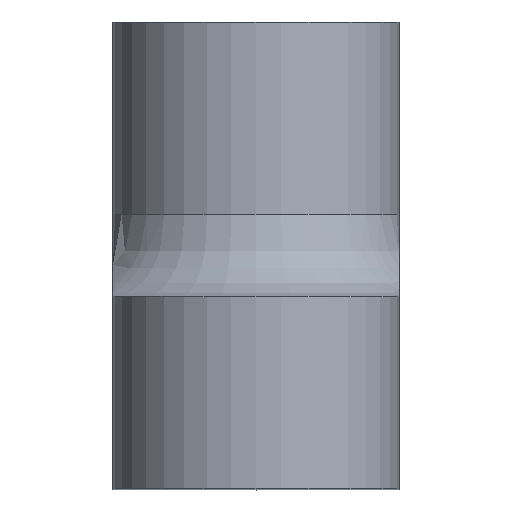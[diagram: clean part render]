
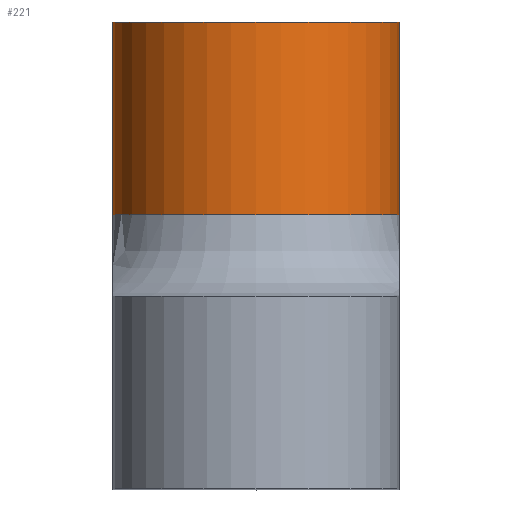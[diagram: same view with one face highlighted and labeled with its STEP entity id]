
A CAD part, top view. The second image highlights one B-rep face of the part: STEP entity #221.
In plain terms, the highlighted cylindrical face has radius 2.6 mm (diameter 5.2 mm), a full revolution.
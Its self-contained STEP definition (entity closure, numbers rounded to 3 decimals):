
#25=LINE('',#364,#43);
#26=LINE('',#367,#44);
#27=LINE('',#368,#45);
#28=LINE('',#370,#46);
#29=LINE('',#373,#47);
#43=VECTOR('',#283,10.);
#44=VECTOR('',#286,10.);
#45=VECTOR('',#287,2.6);
#46=VECTOR('',#288,10.);
#47=VECTOR('',#291,10.);
#61=CYLINDRICAL_SURFACE('',#250,2.6);
#66=FACE_OUTER_BOUND('',#79,.T.);
#79=EDGE_LOOP('',(#161,#162,#163,#164,#165,#166,#167,#168,#169,#170));
#93=CIRCLE('',#248,2.6);
#95=CIRCLE('',#251,2.6);
#96=CIRCLE('',#252,2.6);
#97=CIRCLE('',#253,2.6);
#107=VERTEX_POINT('',#342);
#108=VERTEX_POINT('',#349);
#110=VERTEX_POINT('',#360);
#111=VERTEX_POINT('',#361);
#112=VERTEX_POINT('',#363);
#113=VERTEX_POINT('',#365);
#114=VERTEX_POINT('',#369);
#115=VERTEX_POINT('',#371);
#127=EDGE_CURVE('',#107,#108,#93,.T.);
#130=EDGE_CURVE('',#110,#111,#95,.T.);
#131=EDGE_CURVE('',#110,#112,#25,.T.);
#132=EDGE_CURVE('',#113,#112,#96,.T.);
#133=EDGE_CURVE('',#111,#113,#26,.T.);
#134=EDGE_CURVE('',#111,#108,#27,.T.);
#135=EDGE_CURVE('',#114,#107,#28,.T.);
#136=EDGE_CURVE('',#114,#115,#97,.T.);
#137=EDGE_CURVE('',#115,#108,#29,.T.);
#161=ORIENTED_EDGE('',*,*,#130,.F.);
#162=ORIENTED_EDGE('',*,*,#131,.T.);
#163=ORIENTED_EDGE('',*,*,#132,.F.);
#164=ORIENTED_EDGE('',*,*,#133,.F.);
#165=ORIENTED_EDGE('',*,*,#134,.T.);
#166=ORIENTED_EDGE('',*,*,#127,.F.);
#167=ORIENTED_EDGE('',*,*,#135,.F.);
#168=ORIENTED_EDGE('',*,*,#136,.T.);
#169=ORIENTED_EDGE('',*,*,#137,.T.);
#170=ORIENTED_EDGE('',*,*,#134,.F.);
#221=ADVANCED_FACE('',(#66),#61,.T.);
#248=AXIS2_PLACEMENT_3D('',#350,#275,#276);
#250=AXIS2_PLACEMENT_3D('',#359,#279,#280);
#251=AXIS2_PLACEMENT_3D('',#362,#281,#282);
#252=AXIS2_PLACEMENT_3D('',#366,#284,#285);
#253=AXIS2_PLACEMENT_3D('',#372,#289,#290);
#275=DIRECTION('center_axis',(0.,-1.,0.));
#276=DIRECTION('ref_axis',(0.,0.,1.));
#279=DIRECTION('center_axis',(0.,1.,0.));
#280=DIRECTION('ref_axis',(1.,0.,0.));
#281=DIRECTION('center_axis',(0.,1.,0.));
#282=DIRECTION('ref_axis',(1.,0.,0.));
#283=DIRECTION('',(0.,1.,0.));
#284=DIRECTION('center_axis',(0.,1.,0.));
#285=DIRECTION('ref_axis',(-1.,0.,0.));
#286=DIRECTION('',(0.,1.,0.));
#287=DIRECTION('',(0.,-1.,0.));
#288=DIRECTION('',(0.,1.,0.));
#289=DIRECTION('center_axis',(0.,1.,0.));
#290=DIRECTION('ref_axis',(1.,0.,0.));
#291=DIRECTION('',(0.,1.,0.));
#342=CARTESIAN_POINT('',(2.6,5.,0.));
#349=CARTESIAN_POINT('',(-2.6,5.,0.));
#350=CARTESIAN_POINT('Origin',(0.,5.,0.));
#359=CARTESIAN_POINT('Origin',(0.,0.,0.));
#360=CARTESIAN_POINT('',(2.6,6.5,0.));
#361=CARTESIAN_POINT('',(-2.6,6.5,0.));
#362=CARTESIAN_POINT('Origin',(0.,6.5,0.));
#363=CARTESIAN_POINT('',(2.6,8.5,0.));
#364=CARTESIAN_POINT('',(2.6,6.5,0.));
#365=CARTESIAN_POINT('',(-2.6,8.5,0.));
#366=CARTESIAN_POINT('Origin',(0.,8.5,0.));
#367=CARTESIAN_POINT('',(-2.6,6.5,0.));
#368=CARTESIAN_POINT('',(-2.6,0.,0.));
#369=CARTESIAN_POINT('',(2.6,0.,0.));
#370=CARTESIAN_POINT('',(2.6,0.,0.));
#371=CARTESIAN_POINT('',(-2.6,0.,0.));
#372=CARTESIAN_POINT('Origin',(0.,0.,0.));
#373=CARTESIAN_POINT('',(-2.6,0.,0.));
